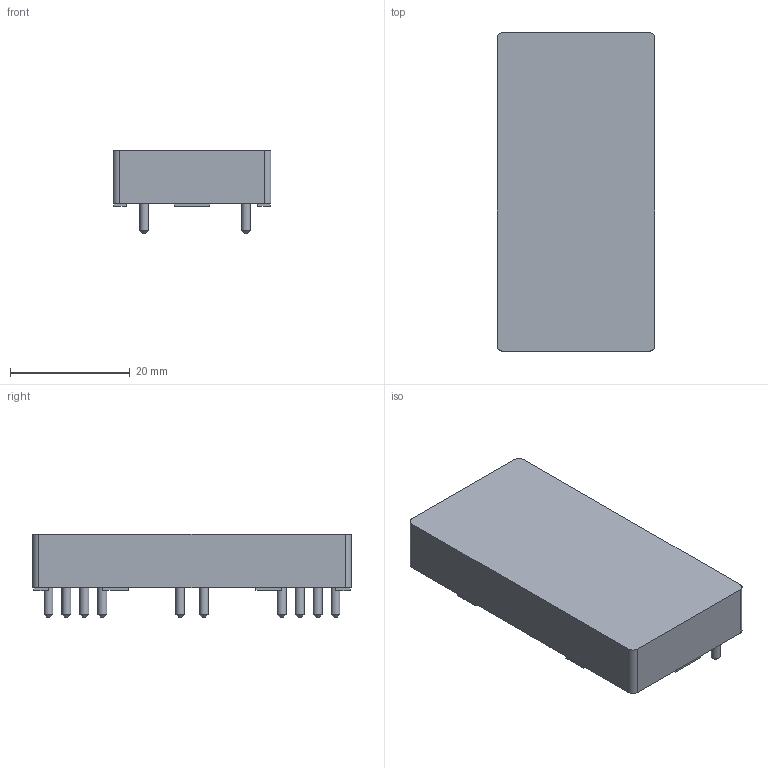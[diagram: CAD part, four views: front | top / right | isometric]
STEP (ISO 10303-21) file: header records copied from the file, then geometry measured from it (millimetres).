
FILE_DESCRIPTION(('HOOPS Exchange Step'),'2;1');
FILE_NAME('temp_export','2022-11-21T16:44:34+08:00',('mobile'),('Shapr3D Limited'),'HOOPS Exchange 2022.1','Shapr3D','Authorized');
FILE_SCHEMA( ('AUTOMOTIVE_DESIGN { 1 0 10303 214 1 1 1 1 }') );
Length unit declared in the file: millimetre
Products named in the file (1): root
Bounding box: 26.4 x 53.3 x 13.89 mm (x, y, z)
Volume: 12302.7 mm3; surface area: 4652 mm2
Topology: 11 solids, 11 shells, 91 faces, 194 edges, 126 vertices
Faces by surface type: plane 67, cylinder 14, cone 10
Full cylindrical faces by diameter (mm): 1.5 x10
Entity records: 2447 total; most frequent: DIRECTION 416, CARTESIAN_POINT 412, ORIENTED_EDGE 388, EDGE_CURVE 194, VECTOR 156, LINE 156, AXIS2_PLACEMENT_3D 130, VERTEX_POINT 126
